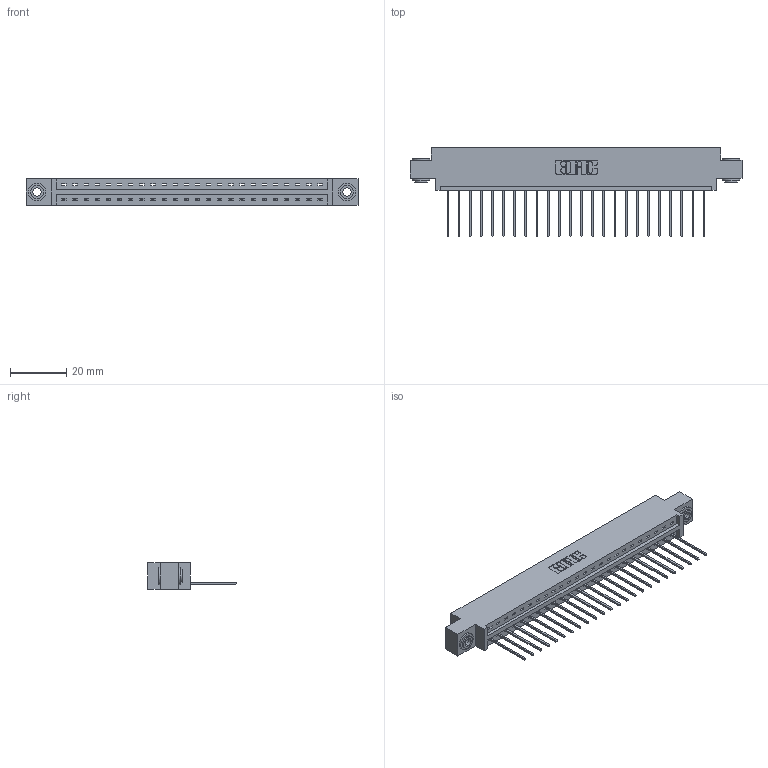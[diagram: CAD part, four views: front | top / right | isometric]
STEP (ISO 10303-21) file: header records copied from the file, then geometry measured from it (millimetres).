
FILE_DESCRIPTION (( 'STEP AP203' ), '1' );
FILE_NAME ('387-024-542-603.STEP', '2019-10-03T10:58:02', ( '' ), ( '' ), 'SwSTEP 2.0', 'SolidWorks 2016', '' );
FILE_SCHEMA (( 'CONFIG_CONTROL_DESIGN' ));
Length unit declared in the file: inch
Products named in the file (4): 387-024-542-603; 337 Part_0.170 Offset - 0.156 Dia-TH; 345-250-002_345-250-002-102; 345-292-001_345-293-142
Assembly tree (27 placements, depth 2):
  387-024-542-603
    337 Part_0.170 Offset - 0.156 Dia-TH
    345-292-001_345-293-142  x24
    345-250-002_345-250-002-102  x2
Bounding box: 118.11 x 31.63 x 9.4 mm (x, y, z)
Volume: 12005.6 mm3; surface area: 12986.5 mm2
Topology: 27 solids, 27 shells, 1644 faces, 4911 edges, 3238 vertices
Faces by surface type: plane 1188, cylinder 448, cone 8
Entity records: 20968 total; most frequent: CARTESIAN_POINT 3629, ORIENTED_EDGE 3582, DIRECTION 3125, EDGE_CURVE 1791, LINE 1639, VECTOR 1639, VERTEX_POINT 1190, AXIS2_PLACEMENT_3D 743
